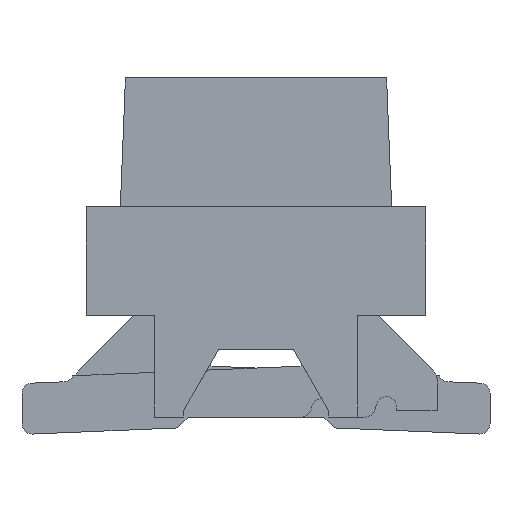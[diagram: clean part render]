
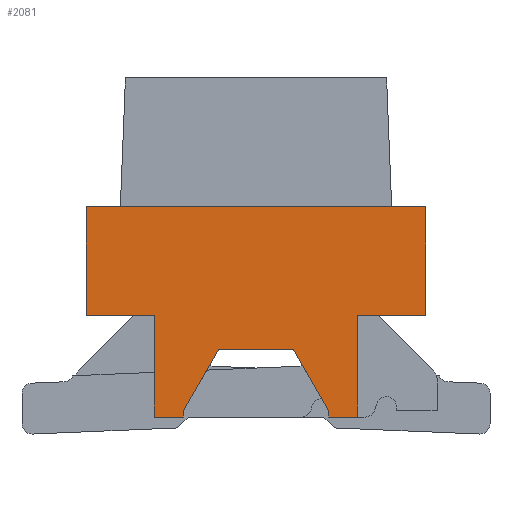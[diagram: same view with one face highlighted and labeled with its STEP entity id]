
A CAD part, left-side view. The second image highlights one B-rep face of the part: STEP entity #2081.
In plain terms, the highlighted planar face has unit normal (-1, 0, 0).
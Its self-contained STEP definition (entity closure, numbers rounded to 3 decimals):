
#43 = VERTEX_POINT('',#44);
#44 = CARTESIAN_POINT('',(-6.045,-2.5,3.4));
#50 = EDGE_CURVE('',#51,#43,#53,.T.);
#51 = VERTEX_POINT('',#52);
#52 = CARTESIAN_POINT('',(-6.045,2.5,3.4));
#53 = LINE('',#54,#55);
#54 = CARTESIAN_POINT('',(-6.045,2.5,3.4));
#55 = VECTOR('',#56,1.);
#56 = DIRECTION('',(0.,-1.,0.));
#1811 = EDGE_CURVE('',#51,#1812,#1814,.T.);
#1812 = VERTEX_POINT('',#1813);
#1813 = CARTESIAN_POINT('',(-6.045,2.5,1.8));
#1814 = LINE('',#1815,#1816);
#1815 = CARTESIAN_POINT('',(-6.045,2.5,3.4));
#1816 = VECTOR('',#1817,1.);
#1817 = DIRECTION('',(0.,0.,-1.));
#2081 = ADVANCED_FACE('',(#2082),#2180,.T.);
#2082 = FACE_BOUND('',#2083,.F.);
#2083 = EDGE_LOOP('',(#2084,#2094,#2102,#2110,#2118,#2126,#2134,#2142,
    #2150,#2158,#2166,#2172,#2173,#2174));
#2084 = ORIENTED_EDGE('',*,*,#2085,.F.);
#2085 = EDGE_CURVE('',#2086,#2088,#2090,.T.);
#2086 = VERTEX_POINT('',#2087);
#2087 = CARTESIAN_POINT('',(-6.045,-1.5,1.8));
#2088 = VERTEX_POINT('',#2089);
#2089 = CARTESIAN_POINT('',(-6.045,-2.5,1.8));
#2090 = LINE('',#2091,#2092);
#2091 = CARTESIAN_POINT('',(-6.045,-1.5,1.8));
#2092 = VECTOR('',#2093,1.);
#2093 = DIRECTION('',(0.,-1.,0.));
#2094 = ORIENTED_EDGE('',*,*,#2095,.F.);
#2095 = EDGE_CURVE('',#2096,#2086,#2098,.T.);
#2096 = VERTEX_POINT('',#2097);
#2097 = CARTESIAN_POINT('',(-6.045,-1.5,0.3));
#2098 = LINE('',#2099,#2100);
#2099 = CARTESIAN_POINT('',(-6.045,-1.5,0.3));
#2100 = VECTOR('',#2101,1.);
#2101 = DIRECTION('',(0.,0.,1.));
#2102 = ORIENTED_EDGE('',*,*,#2103,.F.);
#2103 = EDGE_CURVE('',#2104,#2096,#2106,.T.);
#2104 = VERTEX_POINT('',#2105);
#2105 = CARTESIAN_POINT('',(-6.045,-1.07,0.3));
#2106 = LINE('',#2107,#2108);
#2107 = CARTESIAN_POINT('',(-6.045,-1.07,0.3));
#2108 = VECTOR('',#2109,1.);
#2109 = DIRECTION('',(0.,-1.,0.));
#2110 = ORIENTED_EDGE('',*,*,#2111,.F.);
#2111 = EDGE_CURVE('',#2112,#2104,#2114,.T.);
#2112 = VERTEX_POINT('',#2113);
#2113 = CARTESIAN_POINT('',(-6.045,-1.07,0.4));
#2114 = LINE('',#2115,#2116);
#2115 = CARTESIAN_POINT('',(-6.045,-1.07,0.4));
#2116 = VECTOR('',#2117,1.);
#2117 = DIRECTION('',(0.,0.,-1.));
#2118 = ORIENTED_EDGE('',*,*,#2119,.F.);
#2119 = EDGE_CURVE('',#2120,#2112,#2122,.T.);
#2120 = VERTEX_POINT('',#2121);
#2121 = CARTESIAN_POINT('',(-6.045,-0.55,1.3));
#2122 = LINE('',#2123,#2124);
#2123 = CARTESIAN_POINT('',(-6.045,-0.55,1.3));
#2124 = VECTOR('',#2125,1.);
#2125 = DIRECTION('',(0.,-0.5,-0.866));
#2126 = ORIENTED_EDGE('',*,*,#2127,.F.);
#2127 = EDGE_CURVE('',#2128,#2120,#2130,.T.);
#2128 = VERTEX_POINT('',#2129);
#2129 = CARTESIAN_POINT('',(-6.045,0.55,1.3));
#2130 = LINE('',#2131,#2132);
#2131 = CARTESIAN_POINT('',(-6.045,0.55,1.3));
#2132 = VECTOR('',#2133,1.);
#2133 = DIRECTION('',(0.,-1.,0.));
#2134 = ORIENTED_EDGE('',*,*,#2135,.F.);
#2135 = EDGE_CURVE('',#2136,#2128,#2138,.T.);
#2136 = VERTEX_POINT('',#2137);
#2137 = CARTESIAN_POINT('',(-6.045,1.07,0.4));
#2138 = LINE('',#2139,#2140);
#2139 = CARTESIAN_POINT('',(-6.045,1.07,0.4));
#2140 = VECTOR('',#2141,1.);
#2141 = DIRECTION('',(0.,-0.5,0.866));
#2142 = ORIENTED_EDGE('',*,*,#2143,.F.);
#2143 = EDGE_CURVE('',#2144,#2136,#2146,.T.);
#2144 = VERTEX_POINT('',#2145);
#2145 = CARTESIAN_POINT('',(-6.045,1.07,0.3));
#2146 = LINE('',#2147,#2148);
#2147 = CARTESIAN_POINT('',(-6.045,1.07,0.3));
#2148 = VECTOR('',#2149,1.);
#2149 = DIRECTION('',(0.,0.,1.));
#2150 = ORIENTED_EDGE('',*,*,#2151,.F.);
#2151 = EDGE_CURVE('',#2152,#2144,#2154,.T.);
#2152 = VERTEX_POINT('',#2153);
#2153 = CARTESIAN_POINT('',(-6.045,1.5,0.3));
#2154 = LINE('',#2155,#2156);
#2155 = CARTESIAN_POINT('',(-6.045,1.5,0.3));
#2156 = VECTOR('',#2157,1.);
#2157 = DIRECTION('',(0.,-1.,0.));
#2158 = ORIENTED_EDGE('',*,*,#2159,.F.);
#2159 = EDGE_CURVE('',#2160,#2152,#2162,.T.);
#2160 = VERTEX_POINT('',#2161);
#2161 = CARTESIAN_POINT('',(-6.045,1.5,1.8));
#2162 = LINE('',#2163,#2164);
#2163 = CARTESIAN_POINT('',(-6.045,1.5,1.8));
#2164 = VECTOR('',#2165,1.);
#2165 = DIRECTION('',(0.,0.,-1.));
#2166 = ORIENTED_EDGE('',*,*,#2167,.F.);
#2167 = EDGE_CURVE('',#1812,#2160,#2168,.T.);
#2168 = LINE('',#2169,#2170);
#2169 = CARTESIAN_POINT('',(-6.045,2.5,1.8));
#2170 = VECTOR('',#2171,1.);
#2171 = DIRECTION('',(0.,-1.,0.));
#2172 = ORIENTED_EDGE('',*,*,#1811,.F.);
#2173 = ORIENTED_EDGE('',*,*,#50,.T.);
#2174 = ORIENTED_EDGE('',*,*,#2175,.T.);
#2175 = EDGE_CURVE('',#43,#2088,#2176,.T.);
#2176 = LINE('',#2177,#2178);
#2177 = CARTESIAN_POINT('',(-6.045,-2.5,3.4));
#2178 = VECTOR('',#2179,1.);
#2179 = DIRECTION('',(0.,0.,-1.));
#2180 = PLANE('',#2181);
#2181 = AXIS2_PLACEMENT_3D('',#2182,#2183,#2184);
#2182 = CARTESIAN_POINT('',(-6.045,2.5,3.4));
#2183 = DIRECTION('',(-1.,0.,0.));
#2184 = DIRECTION('',(0.,-1.,0.));
